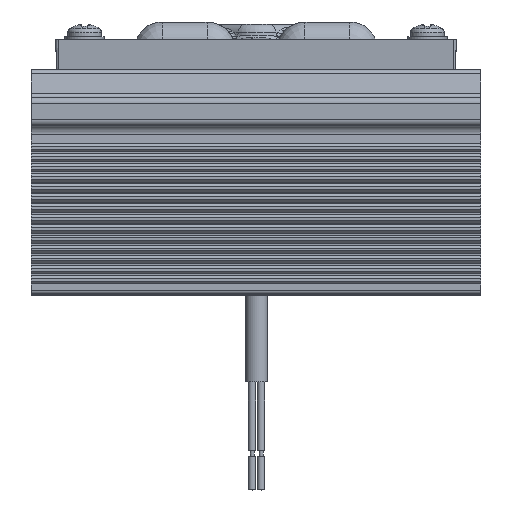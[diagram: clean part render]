
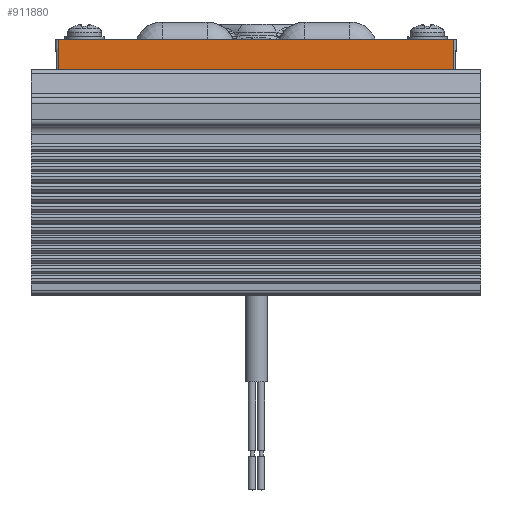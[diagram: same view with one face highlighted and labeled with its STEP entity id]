
A CAD part, top view. The second image highlights one B-rep face of the part: STEP entity #911880.
In plain terms, the highlighted face is planar.
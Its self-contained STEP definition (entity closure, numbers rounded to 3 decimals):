
#810=CARTESIAN_POINT('',(-130.972,0.333,
-109.171));
#820=VERTEX_POINT('',#810);
#850=CARTESIAN_POINT('',(-130.972,0.333,
-100.446));
#860=DIRECTION('',(0.,0.,-1.));
#870=VECTOR('',#860,1.);
#880=LINE('',#850,#870);
#890=CARTESIAN_POINT('',(-130.972,0.333,
-38.771));
#900=VERTEX_POINT('',#890);
#910=EDGE_CURVE('',#900,#820,#880,.T.);
#511250=CARTESIAN_POINT('',(-131.252,5.683,
-109.171));
#511260=VERTEX_POINT('',#511250);
#511290=CARTESIAN_POINT('',(-131.112,3.008,
-109.171));
#511300=DIRECTION('',(-0.052,0.999,
0.));
#511310=VECTOR('',#511300,1.);
#511320=LINE('',#511290,#511310);
#511330=EDGE_CURVE('',#820,#511260,#511320,.T.);
#911650=CARTESIAN_POINT('',(-131.252,5.683,
-73.971));
#911660=DIRECTION('',(-0.999,-0.052,
0.));
#911670=DIRECTION('',(0.,0.,1.));
#911680=AXIS2_PLACEMENT_3D('',#911650,#911660,#911670);
#911690=PLANE('',#911680);
#911700=CARTESIAN_POINT('',(-131.252,5.683,
-73.971));
#911710=DIRECTION('',(0.,0.,1.));
#911720=VECTOR('',#911710,1.);
#911730=LINE('',#911700,#911720);
#911740=CARTESIAN_POINT('',(-131.252,5.683,
-38.771));
#911750=VERTEX_POINT('',#911740);
#911760=EDGE_CURVE('',#511260,#911750,#911730,.T.);
#911770=ORIENTED_EDGE('',*,*,#911760,.F.);
#911780=CARTESIAN_POINT('',(-131.112,3.008,
-38.771));
#911790=DIRECTION('',(-0.052,0.999,
0.));
#911800=VECTOR('',#911790,1.);
#911810=LINE('',#911780,#911800);
#911820=EDGE_CURVE('',#900,#911750,#911810,.T.);
#911830=ORIENTED_EDGE('',*,*,#911820,.T.);
#911840=ORIENTED_EDGE('',*,*,#910,.F.);
#911850=ORIENTED_EDGE('',*,*,#511330,.F.);
#911860=EDGE_LOOP('',(#911850,#911840,#911830,#911770));
#911870=FACE_OUTER_BOUND('',#911860,.T.);
#911880=ADVANCED_FACE('',(#911870),#911690,.T.);
